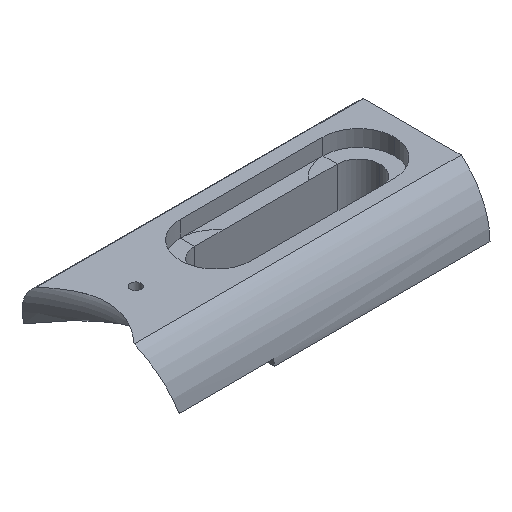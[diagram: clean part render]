
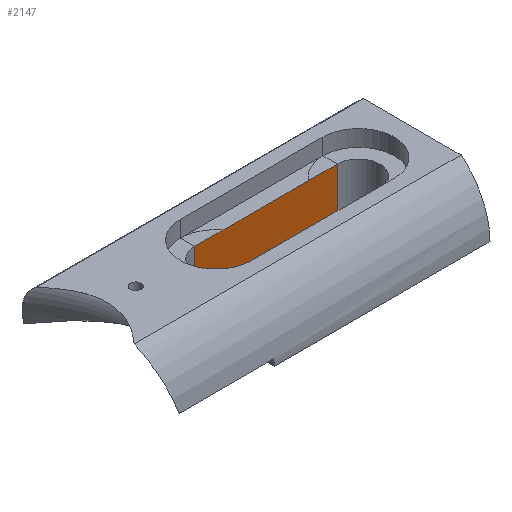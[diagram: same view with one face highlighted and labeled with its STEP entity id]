
A CAD part, isometric view. The second image highlights one B-rep face of the part: STEP entity #2147.
In plain terms, the highlighted planar face has unit normal (0, -1, 0).
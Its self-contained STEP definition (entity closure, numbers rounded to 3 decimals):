
#101 = PLANE('',#102);
#102 = AXIS2_PLACEMENT_3D('',#103,#104,#105);
#103 = CARTESIAN_POINT('',(-1.564,-2.185,0.));
#104 = DIRECTION('',(0.,0.,1.));
#105 = DIRECTION('',(1.,0.,0.));
#742 = VERTEX_POINT('',#743);
#743 = CARTESIAN_POINT('',(2.25,0.6,0.));
#758 = CYLINDRICAL_SURFACE('',#759,0.6);
#759 = AXIS2_PLACEMENT_3D('',#760,#761,#762);
#760 = CARTESIAN_POINT('',(2.25,0.,0.));
#761 = DIRECTION('',(0.,0.,1.));
#762 = DIRECTION('',(1.,0.,0.));
#770 = EDGE_CURVE('',#742,#771,#773,.T.);
#771 = VERTEX_POINT('',#772);
#772 = CARTESIAN_POINT('',(6.25,0.6,0.));
#773 = SURFACE_CURVE('',#774,(#778,#785),.PCURVE_S1.);
#774 = LINE('',#775,#776);
#775 = CARTESIAN_POINT('',(2.25,0.6,0.));
#776 = VECTOR('',#777,1.);
#777 = DIRECTION('',(1.,0.,0.));
#778 = PCURVE('',#101,#779);
#779 = DEFINITIONAL_REPRESENTATION('',(#780),#784);
#780 = LINE('',#781,#782);
#781 = CARTESIAN_POINT('',(3.814,2.785));
#782 = VECTOR('',#783,1.);
#783 = DIRECTION('',(1.,0.));
#784 = ( GEOMETRIC_REPRESENTATION_CONTEXT(2) 
PARAMETRIC_REPRESENTATION_CONTEXT() REPRESENTATION_CONTEXT('2D SPACE',''
  ) );
#785 = PCURVE('',#786,#791);
#786 = PLANE('',#787);
#787 = AXIS2_PLACEMENT_3D('',#788,#789,#790);
#788 = CARTESIAN_POINT('',(2.25,0.6,0.));
#789 = DIRECTION('',(0.,1.,0.));
#790 = DIRECTION('',(0.,0.,1.));
#791 = DEFINITIONAL_REPRESENTATION('',(#792),#796);
#792 = LINE('',#793,#794);
#793 = CARTESIAN_POINT('',(0.,0.));
#794 = VECTOR('',#795,1.);
#795 = DIRECTION('',(0.,1.));
#796 = ( GEOMETRIC_REPRESENTATION_CONTEXT(2) 
PARAMETRIC_REPRESENTATION_CONTEXT() REPRESENTATION_CONTEXT('2D SPACE',''
  ) );
#815 = CYLINDRICAL_SURFACE('',#816,0.6);
#816 = AXIS2_PLACEMENT_3D('',#817,#818,#819);
#817 = CARTESIAN_POINT('',(6.25,0.,0.));
#818 = DIRECTION('',(0.,0.,1.));
#819 = DIRECTION('',(1.,0.,0.));
#1740 = PLANE('',#1741);
#1741 = AXIS2_PLACEMENT_3D('',#1742,#1743,#1744);
#1742 = CARTESIAN_POINT('',(2.25,-1.,1.243));
#1743 = DIRECTION('',(0.,0.,1.));
#1744 = DIRECTION('',(1.,0.,0.));
#1857 = VERTEX_POINT('',#1858);
#1858 = CARTESIAN_POINT('',(2.25,0.6,1.243));
#1882 = EDGE_CURVE('',#742,#1857,#1883,.T.);
#1883 = SURFACE_CURVE('',#1884,(#1888,#1895),.PCURVE_S1.);
#1884 = LINE('',#1885,#1886);
#1885 = CARTESIAN_POINT('',(2.25,0.6,0.));
#1886 = VECTOR('',#1887,1.);
#1887 = DIRECTION('',(0.,0.,1.));
#1888 = PCURVE('',#758,#1889);
#1889 = DEFINITIONAL_REPRESENTATION('',(#1890),#1894);
#1890 = LINE('',#1891,#1892);
#1891 = CARTESIAN_POINT('',(1.571,0.));
#1892 = VECTOR('',#1893,1.);
#1893 = DIRECTION('',(0.,1.));
#1894 = ( GEOMETRIC_REPRESENTATION_CONTEXT(2) 
PARAMETRIC_REPRESENTATION_CONTEXT() REPRESENTATION_CONTEXT('2D SPACE',''
  ) );
#1895 = PCURVE('',#786,#1896);
#1896 = DEFINITIONAL_REPRESENTATION('',(#1897),#1901);
#1897 = LINE('',#1898,#1899);
#1898 = CARTESIAN_POINT('',(0.,0.));
#1899 = VECTOR('',#1900,1.);
#1900 = DIRECTION('',(1.,0.));
#1901 = ( GEOMETRIC_REPRESENTATION_CONTEXT(2) 
PARAMETRIC_REPRESENTATION_CONTEXT() REPRESENTATION_CONTEXT('2D SPACE',''
  ) );
#2102 = VERTEX_POINT('',#2103);
#2103 = CARTESIAN_POINT('',(6.25,0.6,1.243));
#2127 = EDGE_CURVE('',#771,#2102,#2128,.T.);
#2128 = SURFACE_CURVE('',#2129,(#2133,#2140),.PCURVE_S1.);
#2129 = LINE('',#2130,#2131);
#2130 = CARTESIAN_POINT('',(6.25,0.6,0.));
#2131 = VECTOR('',#2132,1.);
#2132 = DIRECTION('',(0.,0.,1.));
#2133 = PCURVE('',#815,#2134);
#2134 = DEFINITIONAL_REPRESENTATION('',(#2135),#2139);
#2135 = LINE('',#2136,#2137);
#2136 = CARTESIAN_POINT('',(1.571,0.));
#2137 = VECTOR('',#2138,1.);
#2138 = DIRECTION('',(0.,1.));
#2139 = ( GEOMETRIC_REPRESENTATION_CONTEXT(2) 
PARAMETRIC_REPRESENTATION_CONTEXT() REPRESENTATION_CONTEXT('2D SPACE',''
  ) );
#2140 = PCURVE('',#786,#2141);
#2141 = DEFINITIONAL_REPRESENTATION('',(#2142),#2146);
#2142 = LINE('',#2143,#2144);
#2143 = CARTESIAN_POINT('',(0.,4.));
#2144 = VECTOR('',#2145,1.);
#2145 = DIRECTION('',(1.,0.));
#2146 = ( GEOMETRIC_REPRESENTATION_CONTEXT(2) 
PARAMETRIC_REPRESENTATION_CONTEXT() REPRESENTATION_CONTEXT('2D SPACE',''
  ) );
#2147 = ADVANCED_FACE('',(#2148),#786,.F.);
#2148 = FACE_BOUND('',#2149,.F.);
#2149 = EDGE_LOOP('',(#2150,#2151,#2152,#2153,#2180,#2201));
#2150 = ORIENTED_EDGE('',*,*,#2127,.F.);
#2151 = ORIENTED_EDGE('',*,*,#770,.F.);
#2152 = ORIENTED_EDGE('',*,*,#1882,.T.);
#2153 = ORIENTED_EDGE('',*,*,#2154,.T.);
#2154 = EDGE_CURVE('',#1857,#2155,#2157,.T.);
#2155 = VERTEX_POINT('',#2156);
#2156 = CARTESIAN_POINT('',(3.05,0.6,1.243));
#2157 = SURFACE_CURVE('',#2158,(#2162,#2168),.PCURVE_S1.);
#2158 = LINE('',#2159,#2160);
#2159 = CARTESIAN_POINT('',(2.25,0.6,1.243));
#2160 = VECTOR('',#2161,1.);
#2161 = DIRECTION('',(1.,0.,0.));
#2162 = PCURVE('',#786,#2163);
#2163 = DEFINITIONAL_REPRESENTATION('',(#2164),#2167);
#2164 = B_SPLINE_CURVE_WITH_KNOTS('',1,(#2165,#2166),.UNSPECIFIED.,.F.,
  .F.,(2,2),(0.,1.),.PIECEWISE_BEZIER_KNOTS.);
#2165 = CARTESIAN_POINT('',(1.243,0.));
#2166 = CARTESIAN_POINT('',(1.243,1.));
#2167 = ( GEOMETRIC_REPRESENTATION_CONTEXT(2) 
PARAMETRIC_REPRESENTATION_CONTEXT() REPRESENTATION_CONTEXT('2D SPACE',''
  ) );
#2168 = PCURVE('',#2169,#2174);
#2169 = PLANE('',#2170);
#2170 = AXIS2_PLACEMENT_3D('',#2171,#2172,#2173);
#2171 = CARTESIAN_POINT('',(2.25,-1.,1.243));
#2172 = DIRECTION('',(0.,0.,1.));
#2173 = DIRECTION('',(1.,0.,0.));
#2174 = DEFINITIONAL_REPRESENTATION('',(#2175),#2179);
#2175 = LINE('',#2176,#2177);
#2176 = CARTESIAN_POINT('',(0.,1.6));
#2177 = VECTOR('',#2178,1.);
#2178 = DIRECTION('',(1.,0.));
#2179 = ( GEOMETRIC_REPRESENTATION_CONTEXT(2) 
PARAMETRIC_REPRESENTATION_CONTEXT() REPRESENTATION_CONTEXT('2D SPACE',''
  ) );
#2180 = ORIENTED_EDGE('',*,*,#2181,.F.);
#2181 = EDGE_CURVE('',#2182,#2155,#2184,.T.);
#2182 = VERTEX_POINT('',#2183);
#2183 = CARTESIAN_POINT('',(5.45,0.6,1.243));
#2184 = SURFACE_CURVE('',#2185,(#2189,#2195),.PCURVE_S1.);
#2185 = LINE('',#2186,#2187);
#2186 = CARTESIAN_POINT('',(2.25,0.6,1.243));
#2187 = VECTOR('',#2188,1.);
#2188 = DIRECTION('',(-1.,0.,0.));
#2189 = PCURVE('',#786,#2190);
#2190 = DEFINITIONAL_REPRESENTATION('',(#2191),#2194);
#2191 = B_SPLINE_CURVE_WITH_KNOTS('',1,(#2192,#2193),.UNSPECIFIED.,.F.,
  .F.,(2,2),(-4.,0.),.PIECEWISE_BEZIER_KNOTS.);
#2192 = CARTESIAN_POINT('',(1.243,4.));
#2193 = CARTESIAN_POINT('',(1.243,0.));
#2194 = ( GEOMETRIC_REPRESENTATION_CONTEXT(2) 
PARAMETRIC_REPRESENTATION_CONTEXT() REPRESENTATION_CONTEXT('2D SPACE',''
  ) );
#2195 = PCURVE('',#1740,#2196);
#2196 = DEFINITIONAL_REPRESENTATION('',(#2197),#2200);
#2197 = B_SPLINE_CURVE_WITH_KNOTS('',1,(#2198,#2199),.UNSPECIFIED.,.F.,
  .F.,(2,2),(-4.,0.),.PIECEWISE_BEZIER_KNOTS.);
#2198 = CARTESIAN_POINT('',(4.,1.6));
#2199 = CARTESIAN_POINT('',(0.,1.6));
#2200 = ( GEOMETRIC_REPRESENTATION_CONTEXT(2) 
PARAMETRIC_REPRESENTATION_CONTEXT() REPRESENTATION_CONTEXT('2D SPACE',''
  ) );
#2201 = ORIENTED_EDGE('',*,*,#2202,.T.);
#2202 = EDGE_CURVE('',#2182,#2102,#2203,.T.);
#2203 = SURFACE_CURVE('',#2204,(#2208,#2214),.PCURVE_S1.);
#2204 = LINE('',#2205,#2206);
#2205 = CARTESIAN_POINT('',(4.25,0.6,1.243));
#2206 = VECTOR('',#2207,1.);
#2207 = DIRECTION('',(1.,0.,0.));
#2208 = PCURVE('',#786,#2209);
#2209 = DEFINITIONAL_REPRESENTATION('',(#2210),#2213);
#2210 = B_SPLINE_CURVE_WITH_KNOTS('',1,(#2211,#2212),.UNSPECIFIED.,.F.,
  .F.,(2,2),(1.,2.),.PIECEWISE_BEZIER_KNOTS.);
#2211 = CARTESIAN_POINT('',(1.243,3.));
#2212 = CARTESIAN_POINT('',(1.243,4.));
#2213 = ( GEOMETRIC_REPRESENTATION_CONTEXT(2) 
PARAMETRIC_REPRESENTATION_CONTEXT() REPRESENTATION_CONTEXT('2D SPACE',''
  ) );
#2214 = PCURVE('',#2215,#2220);
#2215 = PLANE('',#2216);
#2216 = AXIS2_PLACEMENT_3D('',#2217,#2218,#2219);
#2217 = CARTESIAN_POINT('',(2.25,-1.,1.243));
#2218 = DIRECTION('',(0.,0.,1.));
#2219 = DIRECTION('',(1.,0.,0.));
#2220 = DEFINITIONAL_REPRESENTATION('',(#2221),#2225);
#2221 = LINE('',#2222,#2223);
#2222 = CARTESIAN_POINT('',(2.,1.6));
#2223 = VECTOR('',#2224,1.);
#2224 = DIRECTION('',(1.,0.));
#2225 = ( GEOMETRIC_REPRESENTATION_CONTEXT(2) 
PARAMETRIC_REPRESENTATION_CONTEXT() REPRESENTATION_CONTEXT('2D SPACE',''
  ) );
